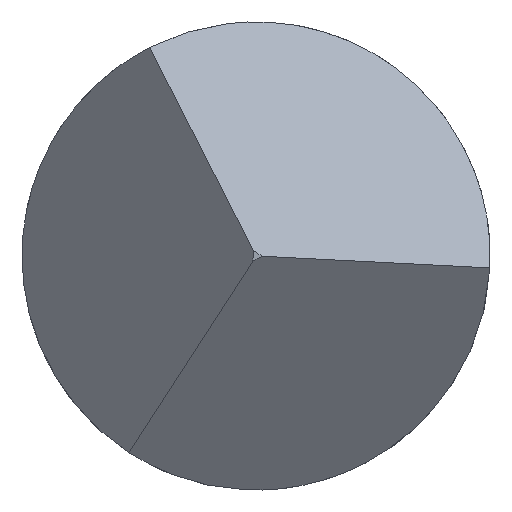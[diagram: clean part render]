
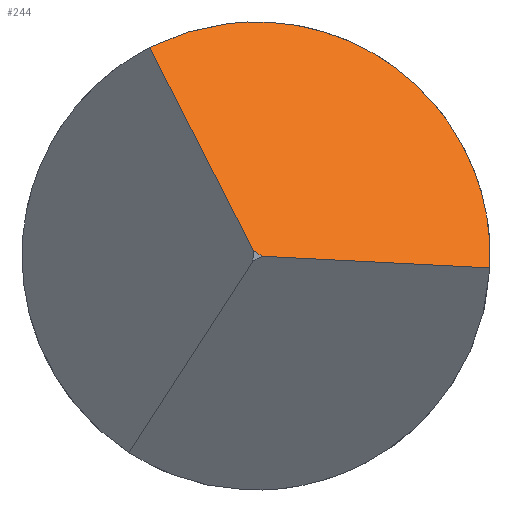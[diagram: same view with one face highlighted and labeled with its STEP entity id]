
A CAD part, left-side view. The second image highlights one B-rep face of the part: STEP entity #244.
In plain terms, the highlighted planar face has unit normal (-0.707, -0.384, 0.594).
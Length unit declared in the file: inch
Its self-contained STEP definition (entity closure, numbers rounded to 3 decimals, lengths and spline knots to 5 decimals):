
#24 = LINE ( 'NONE', #920, #1429 ) ;
#50 = CARTESIAN_POINT ( 'NONE',  ( -0.42716, -0.00196, 0.03845 ) ) ;
#102 = EDGE_CURVE ( 'NONE', #980, #1398, #24, .T. ) ;
#113 = EDGE_CURVE ( 'NONE', #810, #375, #195, .T. ) ;
#193 = CARTESIAN_POINT ( 'NONE',  ( -0.44125, 0.01753, 0.03428 ) ) ;
#195 = LINE ( 'NONE', #1102, #933 ) ;
#244 = ADVANCED_FACE ( 'NONE', ( #817 ), #827, .T. ) ;
#251 = CARTESIAN_POINT ( 'NONE',  ( -0.46, -0.7944, -0.51366 ) ) ;
#266 = AXIS2_PLACEMENT_3D ( 'NONE', #1040, #780, #777 ) ;
#311 =( BOUNDED_CURVE ( )  B_SPLINE_CURVE ( 3, ( #50, #538, #614, #618 ),
 .UNSPECIFIED., .F., .T. ) 
 B_SPLINE_CURVE_WITH_KNOTS ( ( 4, 4 ),
 ( 5.75959, 7.33038 ),
 .UNSPECIFIED. ) 
 CURVE ( )  GEOMETRIC_REPRESENTATION_ITEM ( )  RATIONAL_B_SPLINE_CURVE ( ( 1., 0.805, 0.805, 1. ) ) 
 REPRESENTATION_ITEM ( '' )  );
#330 = LINE ( 'NONE', #251, #382 ) ;
#375 = VERTEX_POINT ( 'NONE', #824 ) ;
#382 = VECTOR ( 'NONE', #472, 39.37008 ) ;
#390 = ORIENTED_EDGE ( 'NONE', *, *, #1333, .F. ) ;
#472 = DIRECTION ( 'NONE',  ( 0., 0.839, 0.543 ) ) ;
#538 = CARTESIAN_POINT ( 'NONE',  ( -0.41588, -0.02448, 0.0373 ) ) ;
#554 = DIRECTION ( 'NONE',  ( 0.447, 0.407, 0.796 ) ) ;
#592 =( BOUNDED_CURVE ( )  B_SPLINE_CURVE ( 3, ( #1014, #1024, #1011, #992 ),
 .UNSPECIFIED., .F., .F. ) 
 B_SPLINE_CURVE_WITH_KNOTS ( ( 4, 4 ),
 ( 5.23599, 5.75959 ),
 .UNSPECIFIED. ) 
 CURVE ( )  GEOMETRIC_REPRESENTATION_ITEM ( )  RATIONAL_B_SPLINE_CURVE ( ( 1., 0.977, 0.977, 1. ) ) 
 REPRESENTATION_ITEM ( '' )  );
#614 = CARTESIAN_POINT ( 'NONE',  ( -0.42172, -0.0396, 0.02056 ) ) ;
#618 = CARTESIAN_POINT ( 'NONE',  ( -0.44125, -0.03845, -0.00196 ) ) ;
#675 = CARTESIAN_POINT ( 'NONE',  ( -0.42716, -0.00196, 0.03845 ) ) ;
#777 = DIRECTION ( 'NONE',  ( 0.655, -0.038, 0.755 ) ) ;
#780 = DIRECTION ( 'NONE',  ( -0.707, -0.384, 0.594 ) ) ;
#810 = VERTEX_POINT ( 'NONE', #1255 ) ;
#817 = FACE_OUTER_BOUND ( 'NONE', #1244, .T. ) ;
#824 = CARTESIAN_POINT ( 'NONE',  ( -0.44125, -0.03845, -0.00196 ) ) ;
#827 = PLANE ( 'NONE',  #266 ) ;
#920 = CARTESIAN_POINT ( 'NONE',  ( -0.14108, 0.29085, 0.56879 ) ) ;
#933 = VECTOR ( 'NONE', #1275, 39.37008 ) ;
#980 = VERTEX_POINT ( 'NONE', #1028 ) ;
#981 = ORIENTED_EDGE ( 'NONE', *, *, #113, .T. ) ;
#986 = EDGE_CURVE ( 'NONE', #1398, #996, #592, .T. ) ;
#992 = CARTESIAN_POINT ( 'NONE',  ( -0.42716, -0.00196, 0.03845 ) ) ;
#996 = VERTEX_POINT ( 'NONE', #675 ) ;
#1002 = ORIENTED_EDGE ( 'NONE', *, *, #1348, .F. ) ;
#1011 = CARTESIAN_POINT ( 'NONE',  ( -0.43056, 0.00483, 0.0388 ) ) ;
#1014 = CARTESIAN_POINT ( 'NONE',  ( -0.44125, 0.01753, 0.03428 ) ) ;
#1016 = ORIENTED_EDGE ( 'NONE', *, *, #986, .F. ) ;
#1024 = CARTESIAN_POINT ( 'NONE',  ( -0.43536, 0.01148, 0.03737 ) ) ;
#1028 = CARTESIAN_POINT ( 'NONE',  ( -0.46, 0.00046, 0.00089 ) ) ;
#1040 = CARTESIAN_POINT ( 'NONE',  ( -0.46, -0.7944, -0.51366 ) ) ;
#1056 = ORIENTED_EDGE ( 'NONE', *, *, #102, .F. ) ;
#1102 = CARTESIAN_POINT ( 'NONE',  ( -0.1326, -0.65496, -0.03338 ) ) ;
#1244 = EDGE_LOOP ( 'NONE', ( #390, #981, #1002, #1016, #1056 ) ) ;
#1255 = CARTESIAN_POINT ( 'NONE',  ( -0.46, -0.001, -0.00005 ) ) ;
#1275 = DIRECTION ( 'NONE',  ( 0.447, -0.893, -0.046 ) ) ;
#1333 = EDGE_CURVE ( 'NONE', #810, #980, #330, .T. ) ;
#1348 = EDGE_CURVE ( 'NONE', #996, #375, #311, .T. ) ;
#1398 = VERTEX_POINT ( 'NONE', #193 ) ;
#1429 = VECTOR ( 'NONE', #554, 39.37008 ) ;
